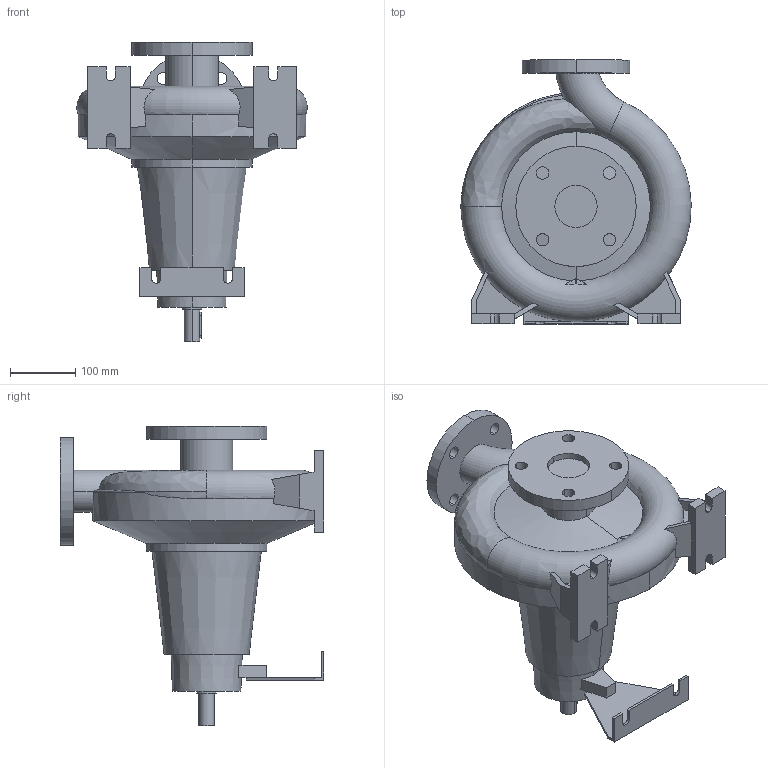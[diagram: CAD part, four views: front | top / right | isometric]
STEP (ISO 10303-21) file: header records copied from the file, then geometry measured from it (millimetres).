
FILE_DESCRIPTION (( 'STEP AP203' ), '1' );
FILE_NAME ('10017783swp00.step', '2023-07-10T11:00:53', ( '' ), ( '' ), 'SwSTEP 2.0', 'SolidWorks 2020', '' );
FILE_SCHEMA (( 'CONFIG_CONTROL_DESIGN' ));
Length unit declared in the file: millimetre
Products named in the file (1): 10017783swp00
Bounding box: 353.91 x 405 x 460 mm (x, y, z)
Volume: 13890636.5 mm3; surface area: 613442.2 mm2
Topology: 1 solids, 1 shells, 165 faces, 461 edges, 307 vertices
Faces by surface type: plane 100, cylinder 48, cone 9, torus 6, bspline 2
Entity records: 6688 total; most frequent: CARTESIAN_POINT 2306, ORIENTED_EDGE 922, DIRECTION 872, EDGE_CURVE 461, VERTEX_POINT 307, AXIS2_PLACEMENT_3D 300, LINE 272, VECTOR 272
